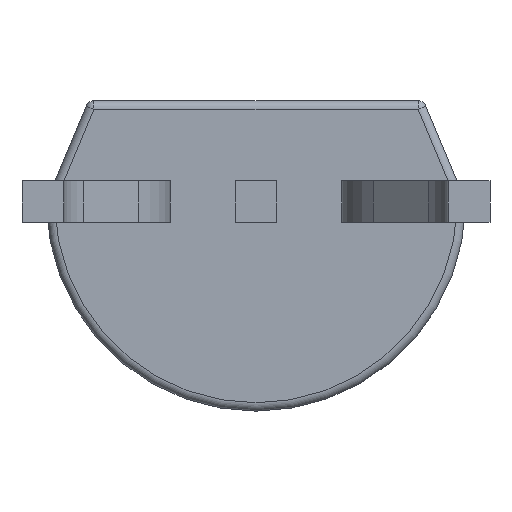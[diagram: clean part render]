
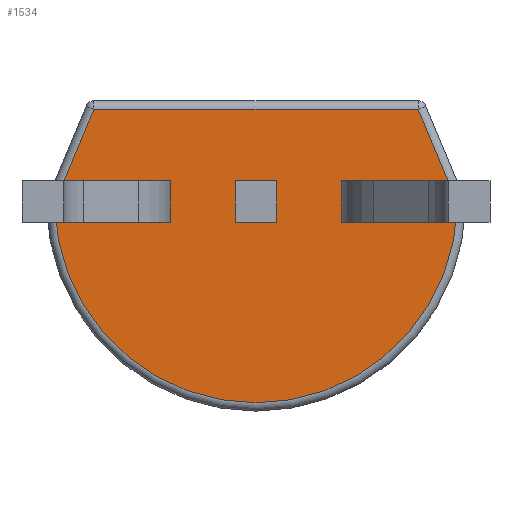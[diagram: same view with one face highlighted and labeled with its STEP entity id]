
A CAD part, front view. The second image highlights one B-rep face of the part: STEP entity #1534.
In plain terms, the highlighted planar face has unit normal (0, -1, 0).
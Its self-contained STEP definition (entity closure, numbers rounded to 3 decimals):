
#16=DIRECTION('',(-1.,0.,0.));
#17=VECTOR('',#16,3.867);
#18=CARTESIAN_POINT('',(1.933,3.,1.1));
#19=LINE('',#18,#17);
#24=DIRECTION('',(-0.385,0.,0.923));
#25=VECTOR('',#24,1.182);
#26=CARTESIAN_POINT('',(2.388,3.,0.009));
#27=LINE('',#26,#25);
#31=CARTESIAN_POINT('',(2.249,3.,-0.049));
#32=DIRECTION('',(0.,1.,0.));
#33=DIRECTION('',(0.923,0.,0.385));
#34=AXIS2_PLACEMENT_3D('',#31,#32,#33);
#39=CARTESIAN_POINT('',(0.,3.,0.));
#40=DIRECTION('',(0.,-1.,0.));
#41=DIRECTION('',(-1.,0.,-0.022));
#42=AXIS2_PLACEMENT_3D('',#39,#40,#41);
#47=CARTESIAN_POINT('',(-2.249,3.,-0.049));
#48=DIRECTION('',(0.,1.,0.));
#49=DIRECTION('',(-1.,0.,-0.021));
#50=AXIS2_PLACEMENT_3D('',#47,#48,#49);
#55=DIRECTION('',(-0.385,0.,-0.923));
#56=VECTOR('',#55,1.182);
#57=CARTESIAN_POINT('',(-1.933,3.,1.1));
#58=LINE('',#57,#56);
#62=DIRECTION('',(1.,0.,0.));
#63=VECTOR('',#62,0.5);
#64=CARTESIAN_POINT('',(-1.52,3.,-0.25));
#65=LINE('',#64,#63);
#69=DIRECTION('',(0.,0.,1.));
#70=VECTOR('',#69,0.5);
#71=CARTESIAN_POINT('',(-1.02,3.,-0.25));
#72=LINE('',#71,#70);
#76=DIRECTION('',(1.,0.,0.));
#77=VECTOR('',#76,0.5);
#78=CARTESIAN_POINT('',(-1.52,3.,0.25));
#79=LINE('',#78,#77);
#83=DIRECTION('',(0.,0.,1.));
#84=VECTOR('',#83,0.5);
#85=CARTESIAN_POINT('',(-1.52,3.,-0.25));
#86=LINE('',#85,#84);
#90=DIRECTION('',(1.,0.,0.));
#91=VECTOR('',#90,0.5);
#92=CARTESIAN_POINT('',(-0.25,3.,-0.25));
#93=LINE('',#92,#91);
#97=DIRECTION('',(0.,0.,1.));
#98=VECTOR('',#97,0.5);
#99=CARTESIAN_POINT('',(0.25,3.,-0.25));
#100=LINE('',#99,#98);
#104=DIRECTION('',(1.,0.,0.));
#105=VECTOR('',#104,0.5);
#106=CARTESIAN_POINT('',(-0.25,3.,0.25));
#107=LINE('',#106,#105);
#111=DIRECTION('',(0.,0.,1.));
#112=VECTOR('',#111,0.5);
#113=CARTESIAN_POINT('',(-0.25,3.,-0.25));
#114=LINE('',#113,#112);
#118=DIRECTION('',(1.,0.,0.));
#119=VECTOR('',#118,0.5);
#120=CARTESIAN_POINT('',(1.02,3.,-0.25));
#121=LINE('',#120,#119);
#125=DIRECTION('',(0.,0.,1.));
#126=VECTOR('',#125,0.5);
#127=CARTESIAN_POINT('',(1.52,3.,-0.25));
#128=LINE('',#127,#126);
#132=DIRECTION('',(1.,0.,0.));
#133=VECTOR('',#132,0.5);
#134=CARTESIAN_POINT('',(1.02,3.,0.25));
#135=LINE('',#134,#133);
#139=DIRECTION('',(0.,0.,1.));
#140=VECTOR('',#139,0.5);
#141=CARTESIAN_POINT('',(1.02,3.,-0.25));
#142=LINE('',#141,#140);
#1301=CARTESIAN_POINT('',(-1.52,3.,-0.25));
#1302=CARTESIAN_POINT('',(-1.02,3.,-0.25));
#1303=VERTEX_POINT('',#1301);
#1304=VERTEX_POINT('',#1302);
#1305=CARTESIAN_POINT('',(-0.25,3.,-0.25));
#1306=CARTESIAN_POINT('',(0.25,3.,-0.25));
#1307=VERTEX_POINT('',#1305);
#1308=VERTEX_POINT('',#1306);
#1309=CARTESIAN_POINT('',(1.02,3.,-0.25));
#1310=CARTESIAN_POINT('',(1.52,3.,-0.25));
#1311=VERTEX_POINT('',#1309);
#1312=VERTEX_POINT('',#1310);
#1313=CARTESIAN_POINT('',(-1.52,3.,0.25));
#1314=CARTESIAN_POINT('',(-1.02,3.,0.25));
#1315=VERTEX_POINT('',#1313);
#1316=VERTEX_POINT('',#1314);
#1317=CARTESIAN_POINT('',(-0.25,3.,0.25));
#1318=CARTESIAN_POINT('',(0.25,3.,0.25));
#1319=VERTEX_POINT('',#1317);
#1320=VERTEX_POINT('',#1318);
#1321=CARTESIAN_POINT('',(1.02,3.,0.25));
#1322=CARTESIAN_POINT('',(1.52,3.,0.25));
#1323=VERTEX_POINT('',#1321);
#1324=VERTEX_POINT('',#1322);
#1377=CARTESIAN_POINT('',(1.933,3.,1.1));
#1378=CARTESIAN_POINT('',(-1.933,3.,1.1));
#1379=VERTEX_POINT('',#1377);
#1380=VERTEX_POINT('',#1378);
#1381=CARTESIAN_POINT('',(2.388,3.,0.009));
#1382=VERTEX_POINT('',#1381);
#1413=CARTESIAN_POINT('',(-2.388,3.,0.009));
#1414=VERTEX_POINT('',#1413);
#1415=CARTESIAN_POINT('',(-2.399,3.,-0.052));
#1416=CARTESIAN_POINT('',(2.399,3.,-0.052));
#1417=VERTEX_POINT('',#1415);
#1418=VERTEX_POINT('',#1416);
#1485=CARTESIAN_POINT('',(0.,3.,0.));
#1486=DIRECTION('',(0.,1.,0.));
#1487=DIRECTION('',(1.,0.,0.));
#1488=AXIS2_PLACEMENT_3D('',#1485,#1486,#1487);
#1489=PLANE('',#1488);
#1491=ORIENTED_EDGE('',*,*,#1490,.F.);
#1493=ORIENTED_EDGE('',*,*,#1492,.F.);
#1495=ORIENTED_EDGE('',*,*,#1494,.T.);
#1497=ORIENTED_EDGE('',*,*,#1496,.F.);
#1499=ORIENTED_EDGE('',*,*,#1498,.T.);
#1501=ORIENTED_EDGE('',*,*,#1500,.F.);
#1502=EDGE_LOOP('',(#1491,#1493,#1495,#1497,#1499,#1501));
#1503=FACE_OUTER_BOUND('',#1502,.F.);
#1505=ORIENTED_EDGE('',*,*,#1504,.T.);
#1507=ORIENTED_EDGE('',*,*,#1506,.T.);
#1509=ORIENTED_EDGE('',*,*,#1508,.F.);
#1511=ORIENTED_EDGE('',*,*,#1510,.F.);
#1512=EDGE_LOOP('',(#1505,#1507,#1509,#1511));
#1513=FACE_BOUND('',#1512,.F.);
#1515=ORIENTED_EDGE('',*,*,#1514,.T.);
#1517=ORIENTED_EDGE('',*,*,#1516,.T.);
#1519=ORIENTED_EDGE('',*,*,#1518,.F.);
#1521=ORIENTED_EDGE('',*,*,#1520,.F.);
#1522=EDGE_LOOP('',(#1515,#1517,#1519,#1521));
#1523=FACE_BOUND('',#1522,.F.);
#1525=ORIENTED_EDGE('',*,*,#1524,.T.);
#1527=ORIENTED_EDGE('',*,*,#1526,.T.);
#1529=ORIENTED_EDGE('',*,*,#1528,.F.);
#1531=ORIENTED_EDGE('',*,*,#1530,.F.);
#1532=EDGE_LOOP('',(#1525,#1527,#1529,#1531));
#1533=FACE_BOUND('',#1532,.F.);
#1534=ADVANCED_FACE('',(#1503,#1513,#1523,#1533),#1489,.F.);
#35=CIRCLE('',#34,0.15);
#43=CIRCLE('',#42,2.4);
#51=CIRCLE('',#50,0.15);
#1490=EDGE_CURVE('',#1379,#1380,#19,.T.);
#1492=EDGE_CURVE('',#1382,#1379,#27,.T.);
#1494=EDGE_CURVE('',#1382,#1418,#35,.T.);
#1496=EDGE_CURVE('',#1417,#1418,#43,.T.);
#1498=EDGE_CURVE('',#1417,#1414,#51,.T.);
#1500=EDGE_CURVE('',#1380,#1414,#58,.T.);
#1504=EDGE_CURVE('',#1303,#1304,#65,.T.);
#1506=EDGE_CURVE('',#1304,#1316,#72,.T.);
#1508=EDGE_CURVE('',#1315,#1316,#79,.T.);
#1510=EDGE_CURVE('',#1303,#1315,#86,.T.);
#1514=EDGE_CURVE('',#1307,#1308,#93,.T.);
#1516=EDGE_CURVE('',#1308,#1320,#100,.T.);
#1518=EDGE_CURVE('',#1319,#1320,#107,.T.);
#1520=EDGE_CURVE('',#1307,#1319,#114,.T.);
#1524=EDGE_CURVE('',#1311,#1312,#121,.T.);
#1526=EDGE_CURVE('',#1312,#1324,#128,.T.);
#1528=EDGE_CURVE('',#1323,#1324,#135,.T.);
#1530=EDGE_CURVE('',#1311,#1323,#142,.T.);
